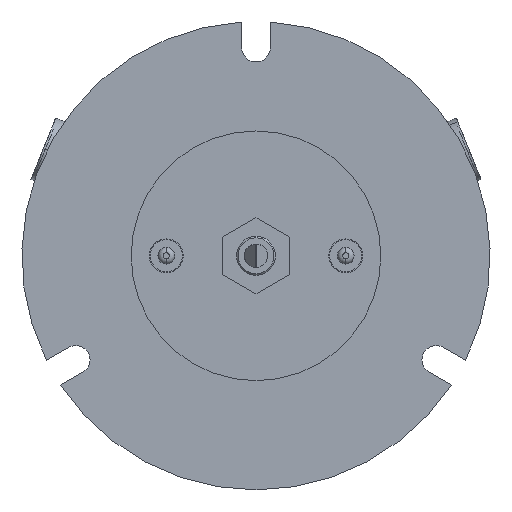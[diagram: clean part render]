
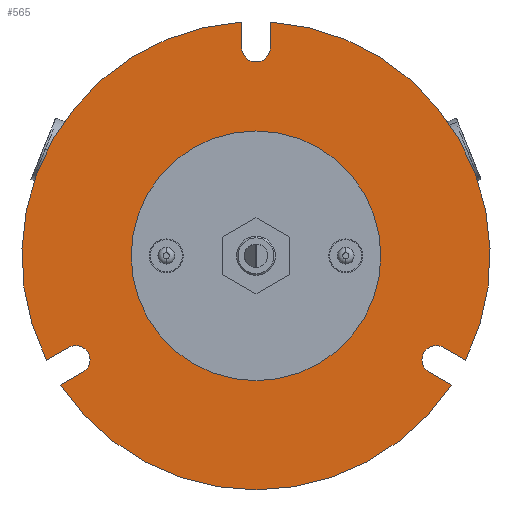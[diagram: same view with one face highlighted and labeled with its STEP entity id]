
A CAD part, front view. The second image highlights one B-rep face of the part: STEP entity #565.
In plain terms, the highlighted planar face has unit normal (0, -1, 0).
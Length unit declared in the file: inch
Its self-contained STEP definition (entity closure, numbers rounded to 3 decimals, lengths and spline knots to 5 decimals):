
#60 = EDGE_LOOP ( 'NONE', ( #1063, #1064, #1065, #1066, #1067, #1068, #1069, #1070, #1071, #1072, #1073, #1074, #1075, #1076, #1077 ) ) ;
#77 = EDGE_LOOP ( 'NONE', ( #1078, #1079 ) ) ;
#371 = EDGE_CURVE ( 'NONE', #1974, #1973, #1714, .T. ) ;
#372 = EDGE_CURVE ( 'NONE', #1992, #1977, #1720, .T. ) ;
#373 = EDGE_CURVE ( 'NONE', #1853, #1974, #1724, .T. ) ;
#374 = EDGE_CURVE ( 'NONE', #1977, #1998, #1726, .T. ) ;
#375 = EDGE_CURVE ( 'NONE', #2004, #1858, #1715, .T. ) ;
#376 = EDGE_CURVE ( 'NONE', #1847, #2030, #1729, .T. ) ;
#377 = EDGE_CURVE ( 'NONE', #1989, #1842, #1722, .T. ) ;
#378 = EDGE_CURVE ( 'NONE', #1998, #2012, #1730, .T. ) ;
#379 = EDGE_CURVE ( 'NONE', #1992, #1973, #1733, .T. ) ;
#380 = EDGE_CURVE ( 'NONE', #2037, #1984, #1735, .T. ) ;
#381 = EDGE_CURVE ( 'NONE', #2030, #2015, #1734, .T. ) ;
#382 = EDGE_CURVE ( 'NONE', #1989, #2012, #1738, .T. ) ;
#397 = EDGE_CURVE ( 'NONE', #1990, #2015, #1760, .T. ) ;
#401 = EDGE_CURVE ( 'NONE', #2004, #1990, #1765, .T. ) ;
#403 = EDGE_CURVE ( 'NONE', #1842, #1847, #1767, .T. ) ;
#421 = EDGE_CURVE ( 'NONE', #1858, #1853, #1791, .T. ) ;
#428 = EDGE_CURVE ( 'NONE', #1984, #2037, #1802, .T. ) ;
#565 = ADVANCED_FACE ( 'NONE', ( #5000, #5008 ), #4367, .T. ) ;
#1063 = ORIENTED_EDGE ( 'NONE', *, *, #375, .F. ) ;
#1064 = ORIENTED_EDGE ( 'NONE', *, *, #401, .T. ) ;
#1065 = ORIENTED_EDGE ( 'NONE', *, *, #397, .T. ) ;
#1066 = ORIENTED_EDGE ( 'NONE', *, *, #381, .F. ) ;
#1067 = ORIENTED_EDGE ( 'NONE', *, *, #376, .F. ) ;
#1068 = ORIENTED_EDGE ( 'NONE', *, *, #403, .F. ) ;
#1069 = ORIENTED_EDGE ( 'NONE', *, *, #377, .F. ) ;
#1070 = ORIENTED_EDGE ( 'NONE', *, *, #382, .T. ) ;
#1071 = ORIENTED_EDGE ( 'NONE', *, *, #378, .F. ) ;
#1072 = ORIENTED_EDGE ( 'NONE', *, *, #374, .F. ) ;
#1073 = ORIENTED_EDGE ( 'NONE', *, *, #372, .F. ) ;
#1074 = ORIENTED_EDGE ( 'NONE', *, *, #379, .T. ) ;
#1075 = ORIENTED_EDGE ( 'NONE', *, *, #371, .F. ) ;
#1076 = ORIENTED_EDGE ( 'NONE', *, *, #373, .F. ) ;
#1077 = ORIENTED_EDGE ( 'NONE', *, *, #421, .F. ) ;
#1078 = ORIENTED_EDGE ( 'NONE', *, *, #428, .F. ) ;
#1079 = ORIENTED_EDGE ( 'NONE', *, *, #380, .F. ) ;
#1714 = LINE ( 'NONE', #3825, #1717 ) ;
#1715 = LINE ( 'NONE', #3835, #1723 ) ;
#1717 = VECTOR ( 'NONE', #3826, 39.37008 ) ;
#1720 = LINE ( 'NONE', #3827, #1721 ) ;
#1721 = VECTOR ( 'NONE', #3828, 39.37008 ) ;
#1722 = LINE ( 'NONE', #3840, #1725 ) ;
#1723 = VECTOR ( 'NONE', #3836, 39.37008 ) ;
#1724 = CIRCLE ( 'NONE', #2613, 0.10827 ) ;
#1725 = VECTOR ( 'NONE', #3841, 39.37008 ) ;
#1726 = CIRCLE ( 'NONE', #2615, 0.10827 ) ;
#1729 = CIRCLE ( 'NONE', #2620, 0.10827 ) ;
#1730 = LINE ( 'NONE', #3842, #1731 ) ;
#1731 = VECTOR ( 'NONE', #3843, 39.37008 ) ;
#1732 = VECTOR ( 'NONE', #3851, 39.37008 ) ;
#1733 = CIRCLE ( 'NONE', #2618, 1.77165 ) ;
#1734 = LINE ( 'NONE', #3844, #1732 ) ;
#1735 = CIRCLE ( 'NONE', #2603, 0.93504 ) ;
#1738 = CIRCLE ( 'NONE', #2627, 1.77165 ) ;
#1760 = CIRCLE ( 'NONE', #2634, 1.77165 ) ;
#1765 = CIRCLE ( 'NONE', #2647, 1.77165 ) ;
#1767 = CIRCLE ( 'NONE', #2652, 0.10827 ) ;
#1791 = CIRCLE ( 'NONE', #2683, 0.10827 ) ;
#1802 = CIRCLE ( 'NONE', #2695, 0.93504 ) ;
#1842 = VERTEX_POINT ( 'NONE', #7063 ) ;
#1847 = VERTEX_POINT ( 'NONE', #7070 ) ;
#1853 = VERTEX_POINT ( 'NONE', #7075 ) ;
#1858 = VERTEX_POINT ( 'NONE', #7080 ) ;
#1973 = VERTEX_POINT ( 'NONE', #7195 ) ;
#1974 = VERTEX_POINT ( 'NONE', #7196 ) ;
#1977 = VERTEX_POINT ( 'NONE', #7199 ) ;
#1984 = VERTEX_POINT ( 'NONE', #7206 ) ;
#1989 = VERTEX_POINT ( 'NONE', #7211 ) ;
#1990 = VERTEX_POINT ( 'NONE', #7212 ) ;
#1992 = VERTEX_POINT ( 'NONE', #7214 ) ;
#1998 = VERTEX_POINT ( 'NONE', #7220 ) ;
#2004 = VERTEX_POINT ( 'NONE', #7226 ) ;
#2012 = VERTEX_POINT ( 'NONE', #7234 ) ;
#2015 = VERTEX_POINT ( 'NONE', #7237 ) ;
#2030 = VERTEX_POINT ( 'NONE', #7252 ) ;
#2037 = VERTEX_POINT ( 'NONE', #7259 ) ;
#2603 = AXIS2_PLACEMENT_3D ( 'NONE', #3847, #3848, #3849 ) ;
#2613 = AXIS2_PLACEMENT_3D ( 'NONE', #3819, #3830, #3831 ) ;
#2615 = AXIS2_PLACEMENT_3D ( 'NONE', #3822, #3833, #3834 ) ;
#2618 = AXIS2_PLACEMENT_3D ( 'NONE', #3832, #3845, #3846 ) ;
#2620 = AXIS2_PLACEMENT_3D ( 'NONE', #3829, #3838, #3839 ) ;
#2627 = AXIS2_PLACEMENT_3D ( 'NONE', #3850, #3853, #3854 ) ;
#2634 = AXIS2_PLACEMENT_3D ( 'NONE', #3883, #3888, #3889 ) ;
#2647 = AXIS2_PLACEMENT_3D ( 'NONE', #3894, #3901, #3902 ) ;
#2652 = AXIS2_PLACEMENT_3D ( 'NONE', #3897, #3905, #3906 ) ;
#2683 = AXIS2_PLACEMENT_3D ( 'NONE', #3949, #3956, #3957 ) ;
#2695 = AXIS2_PLACEMENT_3D ( 'NONE', #3963, #3974, #3975 ) ;
#2936 = AXIS2_PLACEMENT_3D ( 'NONE', #4366, #4376, #4377 ) ;
#3819 = CARTESIAN_POINT ( 'NONE',  ( -1.36382, 0.98622, -0.7874 ) ) ;
#3822 = CARTESIAN_POINT ( 'NONE',  ( 0., 0.98622, 1.5748 ) ) ;
#3825 = CARTESIAN_POINT ( 'NONE',  ( 0.64715, 0.98622, 0.49865 ) ) ;
#3826 = DIRECTION ( 'NONE',  ( -0.866, 0., -0.5 ) ) ;
#3827 = CARTESIAN_POINT ( 'NONE',  ( -0.10827, 0.98622, 0. ) ) ;
#3828 = DIRECTION ( 'NONE',  ( 0., 0., -1. ) ) ;
#3829 = CARTESIAN_POINT ( 'NONE',  ( 1.36382, 0.98622, -0.7874 ) ) ;
#3830 = DIRECTION ( 'NONE',  ( 0., -1., 0. ) ) ;
#3831 = DIRECTION ( 'NONE',  ( 0., 0., -1. ) ) ;
#3832 = CARTESIAN_POINT ( 'NONE',  ( 0., 0.98622, 0. ) ) ;
#3833 = DIRECTION ( 'NONE',  ( 0., -1., 0. ) ) ;
#3834 = DIRECTION ( 'NONE',  ( 0., 0., -1. ) ) ;
#3835 = CARTESIAN_POINT ( 'NONE',  ( 0.75541, 0.98622, 0.31112 ) ) ;
#3836 = DIRECTION ( 'NONE',  ( 0.866, 0., 0.5 ) ) ;
#3838 = DIRECTION ( 'NONE',  ( 0., -1., 0. ) ) ;
#3839 = DIRECTION ( 'NONE',  ( 0., 0., -1. ) ) ;
#3840 = CARTESIAN_POINT ( 'NONE',  ( 0.75541, 0.98622, -0.31112 ) ) ;
#3841 = DIRECTION ( 'NONE',  ( -0.866, 0., 0.5 ) ) ;
#3842 = CARTESIAN_POINT ( 'NONE',  ( 0.10827, 0.98622, 0. ) ) ;
#3843 = DIRECTION ( 'NONE',  ( 0., 0., 1. ) ) ;
#3844 = CARTESIAN_POINT ( 'NONE',  ( 0.64715, 0.98622, -0.49865 ) ) ;
#3845 = DIRECTION ( 'NONE',  ( 0., -1., 0. ) ) ;
#3846 = DIRECTION ( 'NONE',  ( 0., 0., -1. ) ) ;
#3847 = CARTESIAN_POINT ( 'NONE',  ( 0., 0.98622, 0. ) ) ;
#3848 = DIRECTION ( 'NONE',  ( 0., -1., 0. ) ) ;
#3849 = DIRECTION ( 'NONE',  ( 0., 0., -1. ) ) ;
#3850 = CARTESIAN_POINT ( 'NONE',  ( 0., 0.98622, 0. ) ) ;
#3851 = DIRECTION ( 'NONE',  ( 0.866, 0., -0.5 ) ) ;
#3853 = DIRECTION ( 'NONE',  ( 0., -1., 0. ) ) ;
#3854 = DIRECTION ( 'NONE',  ( 0., 0., -1. ) ) ;
#3883 = CARTESIAN_POINT ( 'NONE',  ( 0., 0.98622, 0. ) ) ;
#3888 = DIRECTION ( 'NONE',  ( 0., -1., 0. ) ) ;
#3889 = DIRECTION ( 'NONE',  ( 0., 0., -1. ) ) ;
#3894 = CARTESIAN_POINT ( 'NONE',  ( 0., 0.98622, 0. ) ) ;
#3897 = CARTESIAN_POINT ( 'NONE',  ( 1.36382, 0.98622, -0.7874 ) ) ;
#3901 = DIRECTION ( 'NONE',  ( 0., -1., 0. ) ) ;
#3902 = DIRECTION ( 'NONE',  ( 0., 0., -1. ) ) ;
#3905 = DIRECTION ( 'NONE',  ( 0., -1., 0. ) ) ;
#3906 = DIRECTION ( 'NONE',  ( 0., 0., -1. ) ) ;
#3949 = CARTESIAN_POINT ( 'NONE',  ( -1.36382, 0.98622, -0.7874 ) ) ;
#3956 = DIRECTION ( 'NONE',  ( 0., -1., 0. ) ) ;
#3957 = DIRECTION ( 'NONE',  ( 0., 0., -1. ) ) ;
#3963 = CARTESIAN_POINT ( 'NONE',  ( 0., 0.98622, 0. ) ) ;
#3974 = DIRECTION ( 'NONE',  ( 0., -1., 0. ) ) ;
#3975 = DIRECTION ( 'NONE',  ( 0., 0., -1. ) ) ;
#4366 = CARTESIAN_POINT ( 'NONE',  ( 0.93504, 0.98622, 0. ) ) ;
#4367 = PLANE ( 'NONE',  #2936 ) ;
#4376 = DIRECTION ( 'NONE',  ( 0., -1., 0. ) ) ;
#4377 = DIRECTION ( 'NONE',  ( 0., 0., -1. ) ) ;
#5000 = FACE_OUTER_BOUND ( 'NONE', #60, .T. ) ;
#5008 = FACE_BOUND ( 'NONE', #77, .T. ) ;
#7063 = CARTESIAN_POINT ( 'NONE',  ( 1.41795, 0.98622, -0.69364 ) ) ;
#7070 = CARTESIAN_POINT ( 'NONE',  ( 1.36382, 0.98622, -0.67913 ) ) ;
#7075 = CARTESIAN_POINT ( 'NONE',  ( -1.36382, 0.98622, -0.67913 ) ) ;
#7080 = CARTESIAN_POINT ( 'NONE',  ( -1.30969, 0.98622, -0.88116 ) ) ;
#7195 = CARTESIAN_POINT ( 'NONE',  ( -1.58556, 0.98622, -0.79041 ) ) ;
#7196 = CARTESIAN_POINT ( 'NONE',  ( -1.41795, 0.98622, -0.69364 ) ) ;
#7199 = CARTESIAN_POINT ( 'NONE',  ( -0.10827, 0.98622, 1.5748 ) ) ;
#7206 = CARTESIAN_POINT ( 'NONE',  ( 0., 0.98622, -0.93504 ) ) ;
#7211 = CARTESIAN_POINT ( 'NONE',  ( 1.58556, 0.98622, -0.79041 ) ) ;
#7212 = CARTESIAN_POINT ( 'NONE',  ( 0., 0.98622, -1.77165 ) ) ;
#7214 = CARTESIAN_POINT ( 'NONE',  ( -0.10827, 0.98622, 1.76834 ) ) ;
#7220 = CARTESIAN_POINT ( 'NONE',  ( 0.10827, 0.98622, 1.5748 ) ) ;
#7226 = CARTESIAN_POINT ( 'NONE',  ( -1.4773, 0.98622, -0.97793 ) ) ;
#7234 = CARTESIAN_POINT ( 'NONE',  ( 0.10827, 0.98622, 1.76834 ) ) ;
#7237 = CARTESIAN_POINT ( 'NONE',  ( 1.4773, 0.98622, -0.97793 ) ) ;
#7252 = CARTESIAN_POINT ( 'NONE',  ( 1.30969, 0.98622, -0.88116 ) ) ;
#7259 = CARTESIAN_POINT ( 'NONE',  ( 0., 0.98622, 0.93504 ) ) ;
